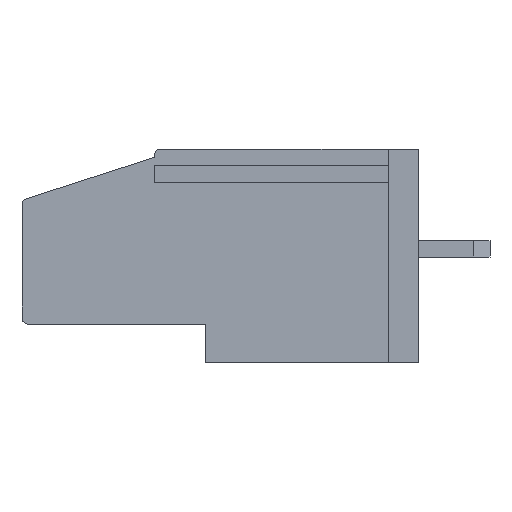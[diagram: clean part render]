
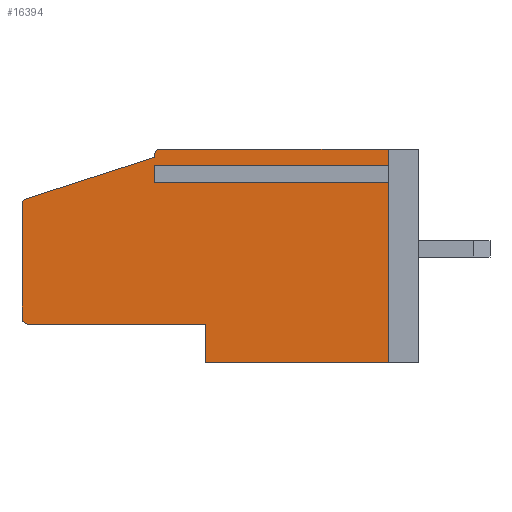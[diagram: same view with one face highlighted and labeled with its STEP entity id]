
A CAD part, left-side view. The second image highlights one B-rep face of the part: STEP entity #16394.
In plain terms, the highlighted planar face has unit normal (-1, 0, 0).
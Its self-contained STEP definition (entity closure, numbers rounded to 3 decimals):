
#355 = CARTESIAN_POINT ( 'NONE',  ( 0., 1.5, 10.5 ) ) ;
#464 = ORIENTED_EDGE ( 'NONE', *, *, #4656, .T. ) ;
#506 = CIRCLE ( 'NONE', #26606, 0.3 ) ;
#828 = CARTESIAN_POINT ( 'NONE',  ( 0., 19.2, 1.9 ) ) ;
#861 = VERTEX_POINT ( 'NONE', #15739 ) ;
#1036 = ORIENTED_EDGE ( 'NONE', *, *, #26462, .F. ) ;
#1144 = ORIENTED_EDGE ( 'NONE', *, *, #10245, .F. ) ;
#1308 = CARTESIAN_POINT ( 'NONE',  ( 0., 12.7, 10.5 ) ) ;
#1720 = CARTESIAN_POINT ( 'NONE',  ( 0., 19.5, 8. ) ) ;
#1727 = VERTEX_POINT ( 'NONE', #8097 ) ;
#1942 = FACE_OUTER_BOUND ( 'NONE', #23199, .T. ) ;
#2241 = CARTESIAN_POINT ( 'NONE',  ( 0., 1.5, 10.5 ) ) ;
#2387 = DIRECTION ( 'NONE',  ( -1., 0., 0. ) ) ;
#2500 = AXIS2_PLACEMENT_3D ( 'NONE', #12856, #6960, #17353 ) ;
#2546 = VECTOR ( 'NONE', #9309, 1000. ) ;
#2627 = LINE ( 'NONE', #15736, #23553 ) ;
#3116 = VERTEX_POINT ( 'NONE', #1308 ) ;
#3263 = ORIENTED_EDGE ( 'NONE', *, *, #19510, .T. ) ;
#3415 = EDGE_CURVE ( 'NONE', #12476, #16274, #5543, .T. ) ;
#3727 = VECTOR ( 'NONE', #27353, 1000. ) ;
#4207 = CARTESIAN_POINT ( 'NONE',  ( 0., 19.2, 2.2 ) ) ;
#4475 = DIRECTION ( 'NONE',  ( 0., 0., -1. ) ) ;
#4656 = EDGE_CURVE ( 'NONE', #13843, #27640, #506, .T. ) ;
#4748 = DIRECTION ( 'NONE',  ( 0., 0., -1. ) ) ;
#5543 = LINE ( 'NONE', #13703, #23325 ) ;
#5715 = LINE ( 'NONE', #22877, #16005 ) ;
#6183 = CARTESIAN_POINT ( 'NONE',  ( 0., 19.5, 10.5 ) ) ;
#6508 = CIRCLE ( 'NONE', #10539, 0.3 ) ;
#6517 = VERTEX_POINT ( 'NONE', #11926 ) ;
#6534 = CARTESIAN_POINT ( 'NONE',  ( 0., 19.5, 7.782 ) ) ;
#6555 = ORIENTED_EDGE ( 'NONE', *, *, #24381, .F. ) ;
#6621 = LINE ( 'NONE', #10995, #2546 ) ;
#6663 = EDGE_CURVE ( 'NONE', #20668, #8219, #16918, .T. ) ;
#6879 = LINE ( 'NONE', #355, #11310 ) ;
#6960 = DIRECTION ( 'NONE',  ( -1., 0., 0. ) ) ;
#7399 = CARTESIAN_POINT ( 'NONE',  ( 0., 13., 10.1 ) ) ;
#7941 = ORIENTED_EDGE ( 'NONE', *, *, #10128, .F. ) ;
#8035 = ORIENTED_EDGE ( 'NONE', *, *, #18584, .T. ) ;
#8097 = CARTESIAN_POINT ( 'NONE',  ( 0., 1.5, 9.098 ) ) ;
#8103 = CARTESIAN_POINT ( 'NONE',  ( 0., 13., 9.502 ) ) ;
#8219 = VERTEX_POINT ( 'NONE', #20154 ) ;
#8308 = DIRECTION ( 'NONE',  ( 1., 0., 0. ) ) ;
#8359 = DIRECTION ( 'NONE',  ( 0., -0.952, 0.307 ) ) ;
#8796 = EDGE_CURVE ( 'NONE', #3116, #861, #6508, .T. ) ;
#9309 = DIRECTION ( 'NONE',  ( 0., -1., 0. ) ) ;
#10099 = CARTESIAN_POINT ( 'NONE',  ( 0., 19.5, 10.5 ) ) ;
#10128 = EDGE_CURVE ( 'NONE', #21900, #27640, #18586, .T. ) ;
#10245 = EDGE_CURVE ( 'NONE', #17858, #21554, #21501, .T. ) ;
#10380 = VECTOR ( 'NONE', #8359, 1000. ) ;
#10539 = AXIS2_PLACEMENT_3D ( 'NONE', #26202, #2387, #24052 ) ;
#10995 = CARTESIAN_POINT ( 'NONE',  ( 0., 13., 9.502 ) ) ;
#11310 = VECTOR ( 'NONE', #4748, 1000. ) ;
#11426 = CARTESIAN_POINT ( 'NONE',  ( 0., 10.5, 1.9 ) ) ;
#11487 = LINE ( 'NONE', #7399, #11850 ) ;
#11545 = VECTOR ( 'NONE', #4475, 1000. ) ;
#11850 = VECTOR ( 'NONE', #24403, 1000. ) ;
#11900 = CARTESIAN_POINT ( 'NONE',  ( 0., 13., 9.098 ) ) ;
#11926 = CARTESIAN_POINT ( 'NONE',  ( 0., 1.5, 0. ) ) ;
#12274 = LINE ( 'NONE', #26547, #3727 ) ;
#12341 = DIRECTION ( 'NONE',  ( 0., 0., 1. ) ) ;
#12476 = VERTEX_POINT ( 'NONE', #2241 ) ;
#12668 = DIRECTION ( 'NONE',  ( 0., 0., -1. ) ) ;
#12856 = CARTESIAN_POINT ( 'NONE',  ( 0., 19.2, 7.782 ) ) ;
#13357 = CARTESIAN_POINT ( 'NONE',  ( 0., 10.5, 0. ) ) ;
#13703 = CARTESIAN_POINT ( 'NONE',  ( 0., 1.5, 10.5 ) ) ;
#13843 = VERTEX_POINT ( 'NONE', #21164 ) ;
#13888 = AXIS2_PLACEMENT_3D ( 'NONE', #6183, #8308, #12668 ) ;
#14313 = CARTESIAN_POINT ( 'NONE',  ( 0., 19.5, 1.9 ) ) ;
#14646 = VECTOR ( 'NONE', #22631, 1000. ) ;
#14680 = EDGE_CURVE ( 'NONE', #13843, #25585, #20788, .T. ) ;
#14852 = ORIENTED_EDGE ( 'NONE', *, *, #8796, .T. ) ;
#14949 = CARTESIAN_POINT ( 'NONE',  ( 0., 1.5, 9.502 ) ) ;
#15736 = CARTESIAN_POINT ( 'NONE',  ( 0., 19.5, 10.5 ) ) ;
#15739 = CARTESIAN_POINT ( 'NONE',  ( 0., 13., 10.2 ) ) ;
#16005 = VECTOR ( 'NONE', #22738, 1000. ) ;
#16240 = DIRECTION ( 'NONE',  ( 0., -1., 0. ) ) ;
#16274 = VERTEX_POINT ( 'NONE', #14949 ) ;
#16394 = ADVANCED_FACE ( 'NONE', ( #1942 ), #21097, .F. ) ;
#16904 = EDGE_CURVE ( 'NONE', #21554, #1727, #27039, .T. ) ;
#16918 = LINE ( 'NONE', #1720, #10380 ) ;
#17018 = ORIENTED_EDGE ( 'NONE', *, *, #6663, .F. ) ;
#17353 = DIRECTION ( 'NONE',  ( 0., 0., -1. ) ) ;
#17858 = VERTEX_POINT ( 'NONE', #8103 ) ;
#18000 = VECTOR ( 'NONE', #18856, 1000. ) ;
#18096 = DIRECTION ( 'NONE',  ( 0., 0., -1. ) ) ;
#18560 = EDGE_CURVE ( 'NONE', #26552, #6517, #5715, .T. ) ;
#18584 = EDGE_CURVE ( 'NONE', #20668, #25585, #25431, .T. ) ;
#18586 = LINE ( 'NONE', #14313, #14646 ) ;
#18599 = CARTESIAN_POINT ( 'NONE',  ( 0., 13., 9.098 ) ) ;
#18856 = DIRECTION ( 'NONE',  ( 0., -1., 0. ) ) ;
#19510 = EDGE_CURVE ( 'NONE', #17858, #16274, #6621, .T. ) ;
#20118 = VECTOR ( 'NONE', #12341, 1000. ) ;
#20154 = CARTESIAN_POINT ( 'NONE',  ( 0., 13., 10.1 ) ) ;
#20313 = ORIENTED_EDGE ( 'NONE', *, *, #14680, .F. ) ;
#20668 = VERTEX_POINT ( 'NONE', #22092 ) ;
#20788 = LINE ( 'NONE', #10099, #20118 ) ;
#21097 = PLANE ( 'NONE',  #13888 ) ;
#21164 = CARTESIAN_POINT ( 'NONE',  ( 0., 19.5, 2.2 ) ) ;
#21501 = LINE ( 'NONE', #23730, #11545 ) ;
#21554 = VERTEX_POINT ( 'NONE', #11900 ) ;
#21789 = DIRECTION ( 'NONE',  ( 0., 0., -1. ) ) ;
#21900 = VERTEX_POINT ( 'NONE', #11426 ) ;
#22001 = ORIENTED_EDGE ( 'NONE', *, *, #3415, .F. ) ;
#22092 = CARTESIAN_POINT ( 'NONE',  ( 0., 19.292, 8.067 ) ) ;
#22631 = DIRECTION ( 'NONE',  ( 0., 1., 0. ) ) ;
#22738 = DIRECTION ( 'NONE',  ( 0., -1., 0. ) ) ;
#22877 = CARTESIAN_POINT ( 'NONE',  ( 0., 19.5, 0. ) ) ;
#23199 = EDGE_LOOP ( 'NONE', ( #20313, #464, #7941, #23595, #26015, #1036, #24560, #1144, #3263, #22001, #26690, #14852, #6555, #17018, #8035 ) ) ;
#23325 = VECTOR ( 'NONE', #18096, 1000. ) ;
#23475 = DIRECTION ( 'NONE',  ( -1., 0., 0. ) ) ;
#23553 = VECTOR ( 'NONE', #16240, 1000. ) ;
#23595 = ORIENTED_EDGE ( 'NONE', *, *, #24023, .F. ) ;
#23730 = CARTESIAN_POINT ( 'NONE',  ( 0., 13., 9.502 ) ) ;
#24023 = EDGE_CURVE ( 'NONE', #26552, #21900, #12274, .T. ) ;
#24052 = DIRECTION ( 'NONE',  ( 0., 0., -1. ) ) ;
#24381 = EDGE_CURVE ( 'NONE', #8219, #861, #11487, .T. ) ;
#24403 = DIRECTION ( 'NONE',  ( 0., 0., 1. ) ) ;
#24560 = ORIENTED_EDGE ( 'NONE', *, *, #16904, .F. ) ;
#25341 = EDGE_CURVE ( 'NONE', #3116, #12476, #2627, .T. ) ;
#25431 = CIRCLE ( 'NONE', #2500, 0.3 ) ;
#25585 = VERTEX_POINT ( 'NONE', #6534 ) ;
#26015 = ORIENTED_EDGE ( 'NONE', *, *, #18560, .T. ) ;
#26202 = CARTESIAN_POINT ( 'NONE',  ( 0., 12.7, 10.2 ) ) ;
#26462 = EDGE_CURVE ( 'NONE', #1727, #6517, #6879, .T. ) ;
#26547 = CARTESIAN_POINT ( 'NONE',  ( 0., 10.5, 1.9 ) ) ;
#26552 = VERTEX_POINT ( 'NONE', #13357 ) ;
#26606 = AXIS2_PLACEMENT_3D ( 'NONE', #4207, #23475, #21789 ) ;
#26690 = ORIENTED_EDGE ( 'NONE', *, *, #25341, .F. ) ;
#27039 = LINE ( 'NONE', #18599, #18000 ) ;
#27353 = DIRECTION ( 'NONE',  ( 0., 0., 1. ) ) ;
#27640 = VERTEX_POINT ( 'NONE', #828 ) ;
